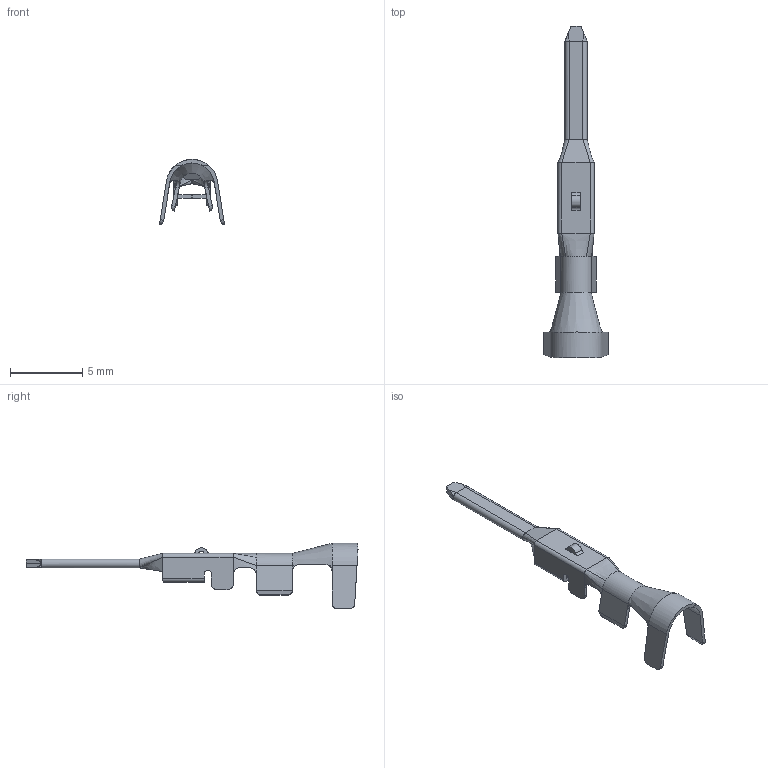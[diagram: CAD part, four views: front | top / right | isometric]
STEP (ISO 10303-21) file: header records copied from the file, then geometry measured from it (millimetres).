
FILE_DESCRIPTION (( 'STEP AP214' ), '1' );
FILE_NAME ('570-290-711.STEP', '2020-09-17T19:51:21', ( '' ), ( '' ), 'SwSTEP 2.0', 'SolidWorks 2020', '' );
FILE_SCHEMA (( 'AUTOMOTIVE_DESIGN' ));
Length unit declared in the file: millimetre
Products named in the file (1): 570-290-711
Bounding box: 4.5 x 23 x 4.52 mm (x, y, z)
Volume: 28 mm3; surface area: 248.8 mm2
Topology: 1 solids, 1 shells, 186 faces, 485 edges, 299 vertices
Faces by surface type: plane 94, cylinder 58, bspline 34
Entity records: 7062 total; most frequent: CARTESIAN_POINT 2749, ORIENTED_EDGE 970, DIRECTION 767, EDGE_CURVE 485, LINE 311, VECTOR 311, VERTEX_POINT 299, AXIS2_PLACEMENT_3D 228
